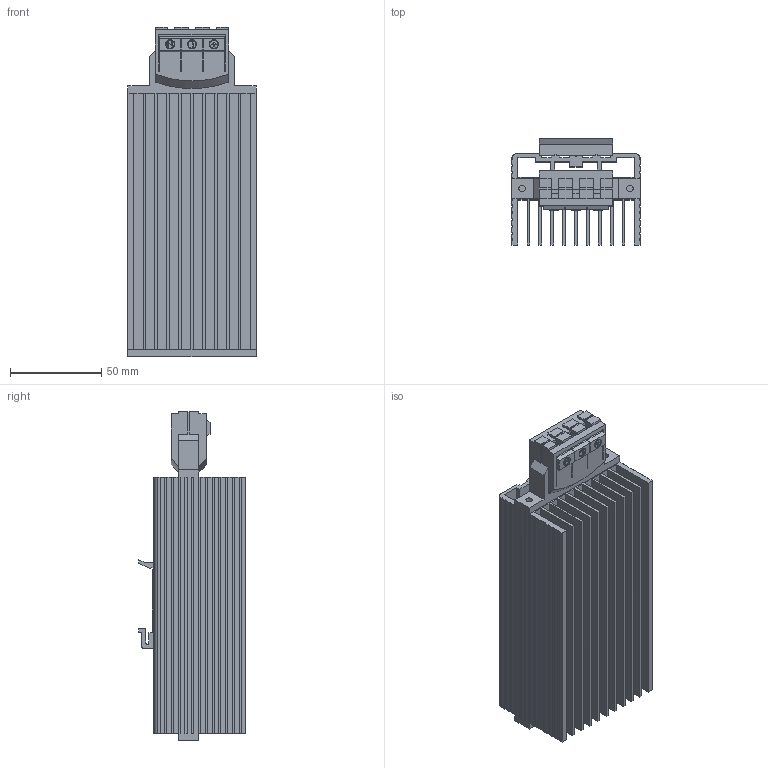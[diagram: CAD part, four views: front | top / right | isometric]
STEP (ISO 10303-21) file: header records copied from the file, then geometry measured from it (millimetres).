
FILE_DESCRIPTION(('STEP AP242'),'1');
FILE_NAME('nsycr100wu2.stp','2020-06-16T13:24:37',('TraceParts'),('TraceParts S.A.'),'Spatial InterOp 3D',' ',' ');
FILE_SCHEMA(('AP242_MANAGED_MODEL_BASED_3D_ENGINEERING_MIM_LF {1 0 10303 442 1 1 4}'));
Length unit declared in the file: millimetre
Products named in the file (1): nsycr100wu2
Bounding box: 70 x 58.3 x 180 mm (x, y, z)
Volume: 257156 mm3; surface area: 152089.5 mm2
Topology: 1 solids, 3 shells, 435 faces, 1227 edges, 807 vertices
Faces by surface type: plane 396, cylinder 35, cone 4
Entity records: 13866 total; most frequent: CARTESIAN_POINT 2520, ORIENTED_EDGE 2450, DIRECTION 2161, EDGE_CURVE 1225, LINE 1137, VECTOR 1137, VERTEX_POINT 807, AXIS2_PLACEMENT_3D 512
